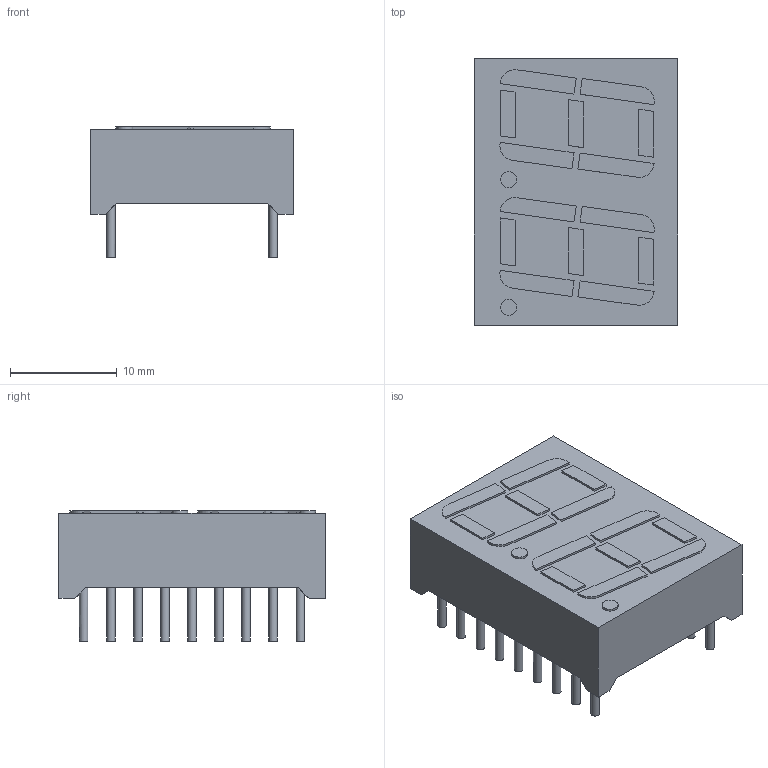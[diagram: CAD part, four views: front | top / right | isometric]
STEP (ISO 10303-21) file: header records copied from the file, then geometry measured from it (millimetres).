
FILE_DESCRIPTION(('FreeCAD Model'),'2;1');
FILE_NAME('Pin001_sp.step','2017-07-24T15:42:42',( 'kicad StepUp'),('ksu MCAD'),'Open CASCADE STEP processor 7.1', 'FreeCAD','Unknown');
FILE_SCHEMA(('AUTOMOTIVE_DESIGN { 1 0 10303 214 1 1 1 1 }'));
Length unit declared in the file: millimetre
Products named in the file (1): Pin001_sp
Bounding box: 19.05 x 25 x 12.2 mm (x, y, z)
Volume: 3418.3 mm3; surface area: 1857 mm2
Topology: 1 solids, 1 shells, 150 faces, 346 edges, 228 vertices
Faces by surface type: plane 122, cylinder 28
Full cylindrical faces by diameter (mm): 0.8 x18, 1.5 x2
Entity records: 2982 total; most frequent: ORIENTED_EDGE 530, CARTESIAN_POINT 519, EDGE_CURVE 346, LINE 250, VERTEX_POINT 228, FACE_BOUND 180, EDGE_LOOP 180, AXIS2_PLACEMENT_3D 163
